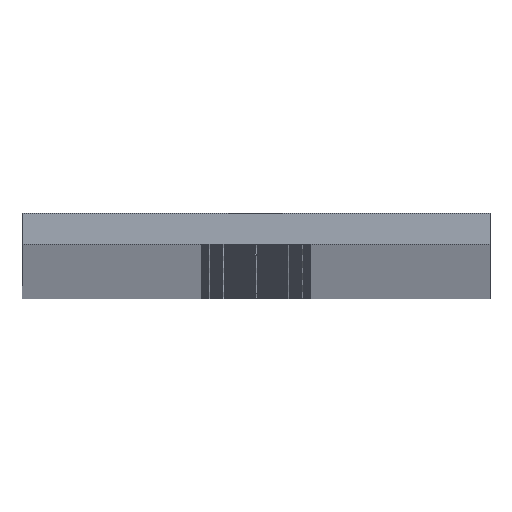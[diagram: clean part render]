
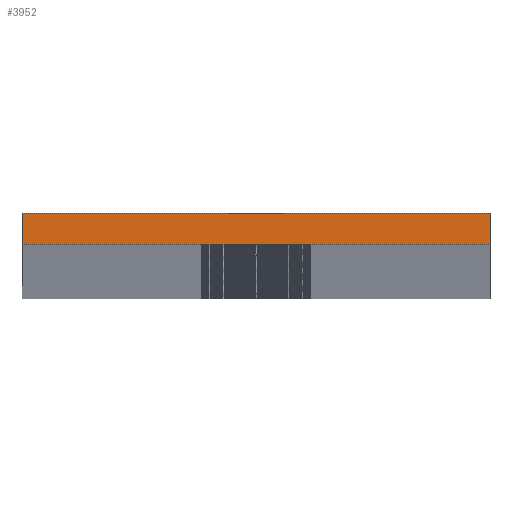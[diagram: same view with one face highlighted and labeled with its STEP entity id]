
A CAD part, top view. The second image highlights one B-rep face of the part: STEP entity #3952.
In plain terms, the highlighted planar face has unit normal (0, 0, 1).
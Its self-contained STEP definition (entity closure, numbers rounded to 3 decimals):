
#177 = LINE ( 'NONE', #3361, #236 ) ;
#236 = VECTOR ( 'NONE', #3360, 1000. ) ;
#351 = LINE ( 'NONE', #3079, #484 ) ;
#356 = VECTOR ( 'NONE', #3073, 1000. ) ;
#484 = VECTOR ( 'NONE', #3078, 1000. ) ;
#488 = LINE ( 'NONE', #3074, #356 ) ;
#529 = LINE ( 'NONE', #3417, #533 ) ;
#533 = VECTOR ( 'NONE', #3428, 1000. ) ;
#1202 = CARTESIAN_POINT ( 'NONE',  ( 15., 2., 1000. ) ) ;
#1280 = CARTESIAN_POINT ( 'NONE',  ( -15., 0., 1000. ) ) ;
#1403 = CARTESIAN_POINT ( 'NONE',  ( 15., 0., 1000. ) ) ;
#2637 = DIRECTION ( 'NONE',  ( -1., 0., 0. ) ) ;
#2638 = DIRECTION ( 'NONE',  ( 0., 0., -1. ) ) ;
#2643 = PLANE ( 'NONE',  #3575 ) ;
#2647 = CARTESIAN_POINT ( 'NONE',  ( 15., 0., 1000. ) ) ;
#2954 = VERTEX_POINT ( 'NONE', #6446 ) ;
#3073 = DIRECTION ( 'NONE',  ( 0., 1., 0. ) ) ;
#3074 = CARTESIAN_POINT ( 'NONE',  ( -15., 0., 1000. ) ) ;
#3078 = DIRECTION ( 'NONE',  ( 0., -1., 0. ) ) ;
#3079 = CARTESIAN_POINT ( 'NONE',  ( 15., 2., 1000. ) ) ;
#3360 = DIRECTION ( 'NONE',  ( 1., 0., 0. ) ) ;
#3361 = CARTESIAN_POINT ( 'NONE',  ( -15., 0., 1000. ) ) ;
#3417 = CARTESIAN_POINT ( 'NONE',  ( -15., 2., 1000. ) ) ;
#3428 = DIRECTION ( 'NONE',  ( 1., 0., 0. ) ) ;
#3575 = AXIS2_PLACEMENT_3D ( 'NONE', #2647, #2638, #2637 ) ;
#3952 = ADVANCED_FACE ( 'NONE', ( #4538 ), #2643, .F. ) ;
#4514 = VERTEX_POINT ( 'NONE', #1403 ) ;
#4538 = FACE_OUTER_BOUND ( 'NONE', #5144, .T. ) ;
#4689 = VERTEX_POINT ( 'NONE', #1280 ) ;
#4751 = VERTEX_POINT ( 'NONE', #1202 ) ;
#5144 = EDGE_LOOP ( 'NONE', ( #5981, #5982, #5983, #5984 ) ) ;
#5981 = ORIENTED_EDGE ( 'NONE', *, *, #7131, .T. ) ;
#5982 = ORIENTED_EDGE ( 'NONE', *, *, #7082, .F. ) ;
#5983 = ORIENTED_EDGE ( 'NONE', *, *, #6388, .F. ) ;
#5984 = ORIENTED_EDGE ( 'NONE', *, *, #7080, .F. ) ;
#6388 = EDGE_CURVE ( 'NONE', #2954, #4751, #529, .T. ) ;
#6446 = CARTESIAN_POINT ( 'NONE',  ( -15., 2., 1000. ) ) ;
#7080 = EDGE_CURVE ( 'NONE', #4689, #2954, #488, .T. ) ;
#7082 = EDGE_CURVE ( 'NONE', #4751, #4514, #351, .T. ) ;
#7131 = EDGE_CURVE ( 'NONE', #4689, #4514, #177, .T. ) ;
